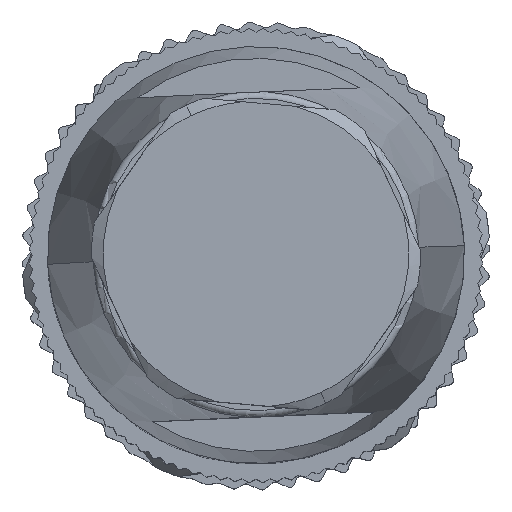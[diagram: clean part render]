
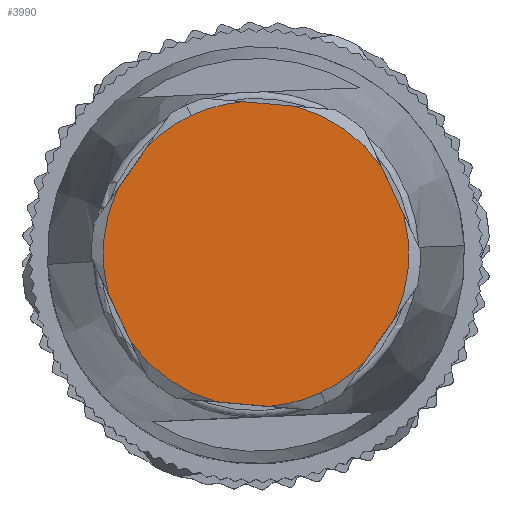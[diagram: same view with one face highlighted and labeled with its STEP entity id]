
A CAD part, top view. The second image highlights one B-rep face of the part: STEP entity #3990.
In plain terms, the highlighted planar face has unit normal (0, 0, 1).
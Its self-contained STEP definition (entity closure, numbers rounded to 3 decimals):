
#3928=AXIS2_PLACEMENT_3D('Plane Axis2P3D',#3925,#3926,#3927) ;
#3932=AXIS2_PLACEMENT_3D('Circle Axis2P3D',#3930,#3931,$) ;
#3937=AXIS2_PLACEMENT_3D('Circle Axis2P3D',#3935,#3936,$) ;
#3944=AXIS2_PLACEMENT_3D('Circle Axis2P3D',#3942,#3943,$) ;
#3949=AXIS2_PLACEMENT_3D('Circle Axis2P3D',#3947,#3948,$) ;
#3954=AXIS2_PLACEMENT_3D('Circle Axis2P3D',#3952,#3953,$) ;
#3959=AXIS2_PLACEMENT_3D('Circle Axis2P3D',#3957,#3958,$) ;
#3966=AXIS2_PLACEMENT_3D('Circle Axis2P3D',#3964,#3965,$) ;
#3971=AXIS2_PLACEMENT_3D('Circle Axis2P3D',#3969,#3970,$) ;
#731=CARTESIAN_POINT('Line Origine',(9.528,3.621,60.4)) ;
#735=CARTESIAN_POINT('Vertex',(8.388,3.72,60.4)) ;
#737=CARTESIAN_POINT('Vertex',(10.669,3.521,60.4)) ;
#817=CARTESIAN_POINT('Vertex',(4.688,6.312,60.4)) ;
#820=CARTESIAN_POINT('Line Origine',(4.204,7.349,60.4)) ;
#824=CARTESIAN_POINT('Vertex',(3.72,8.386,60.4)) ;
#889=CARTESIAN_POINT('Vertex',(4.114,12.887,60.4)) ;
#892=CARTESIAN_POINT('Line Origine',(4.771,13.824,60.4)) ;
#896=CARTESIAN_POINT('Vertex',(5.427,14.762,60.4)) ;
#988=CARTESIAN_POINT('Vertex',(9.521,16.671,60.4)) ;
#991=CARTESIAN_POINT('Line Origine',(10.662,16.571,60.4)) ;
#995=CARTESIAN_POINT('Vertex',(11.802,16.472,60.4)) ;
#1060=CARTESIAN_POINT('Vertex',(15.502,13.88,60.4)) ;
#1063=CARTESIAN_POINT('Line Origine',(15.986,12.843,60.4)) ;
#1067=CARTESIAN_POINT('Vertex',(16.47,11.806,60.4)) ;
#1125=CARTESIAN_POINT('Line Origine',(15.419,6.368,60.4)) ;
#1129=CARTESIAN_POINT('Vertex',(14.763,5.43,60.4)) ;
#1131=CARTESIAN_POINT('Vertex',(16.076,7.305,60.4)) ;
#3925=CARTESIAN_POINT('Axis2P3D Location',(10.095,10.096,60.4)) ;
#3930=CARTESIAN_POINT('Axis2P3D Location',(10.095,10.096,60.4)) ;
#3935=CARTESIAN_POINT('Axis2P3D Location',(10.095,10.096,60.4)) ;
#3939=CARTESIAN_POINT('Vertex',(12.884,4.114,60.4)) ;
#3942=CARTESIAN_POINT('Axis2P3D Location',(10.095,10.096,60.4)) ;
#3947=CARTESIAN_POINT('Axis2P3D Location',(10.095,10.096,60.4)) ;
#3952=CARTESIAN_POINT('Axis2P3D Location',(10.095,10.096,60.4)) ;
#3957=CARTESIAN_POINT('Axis2P3D Location',(10.095,10.096,60.4)) ;
#3961=CARTESIAN_POINT('Vertex',(7.306,16.078,60.4)) ;
#3964=CARTESIAN_POINT('Axis2P3D Location',(10.095,10.096,60.4)) ;
#3969=CARTESIAN_POINT('Axis2P3D Location',(10.095,10.096,60.4)) ;
#732=DIRECTION('Vector Direction',(0.996,-0.087,0.)) ;
#821=DIRECTION('Vector Direction',(0.423,-0.906,0.)) ;
#893=DIRECTION('Vector Direction',(-0.574,-0.819,0.)) ;
#992=DIRECTION('Vector Direction',(-0.996,0.087,0.)) ;
#1064=DIRECTION('Vector Direction',(-0.423,0.906,0.)) ;
#1126=DIRECTION('Vector Direction',(0.574,0.819,0.)) ;
#3926=DIRECTION('Axis2P3D Direction',(0.,0.,1.)) ;
#3927=DIRECTION('Axis2P3D XDirection',(-0.423,0.906,0.)) ;
#3931=DIRECTION('Axis2P3D Direction',(0.,0.,1.)) ;
#3936=DIRECTION('Axis2P3D Direction',(0.,0.,1.)) ;
#3943=DIRECTION('Axis2P3D Direction',(0.,0.,1.)) ;
#3948=DIRECTION('Axis2P3D Direction',(0.,0.,1.)) ;
#3953=DIRECTION('Axis2P3D Direction',(0.,0.,1.)) ;
#3958=DIRECTION('Axis2P3D Direction',(0.,0.,1.)) ;
#3965=DIRECTION('Axis2P3D Direction',(0.,0.,1.)) ;
#3970=DIRECTION('Axis2P3D Direction',(0.,0.,1.)) ;
#733=VECTOR('Line Direction',#732,1.) ;
#822=VECTOR('Line Direction',#821,1.) ;
#894=VECTOR('Line Direction',#893,1.) ;
#993=VECTOR('Line Direction',#992,1.) ;
#1065=VECTOR('Line Direction',#1064,1.) ;
#1127=VECTOR('Line Direction',#1126,1.) ;
#3975=ORIENTED_EDGE('',*,*,#826,.T.) ;
#3976=ORIENTED_EDGE('',*,*,#3934,.T.) ;
#3977=ORIENTED_EDGE('',*,*,#739,.T.) ;
#3978=ORIENTED_EDGE('',*,*,#3941,.T.) ;
#3979=ORIENTED_EDGE('',*,*,#3946,.T.) ;
#3980=ORIENTED_EDGE('',*,*,#1133,.T.) ;
#3981=ORIENTED_EDGE('',*,*,#3951,.T.) ;
#3982=ORIENTED_EDGE('',*,*,#1069,.T.) ;
#3983=ORIENTED_EDGE('',*,*,#3956,.T.) ;
#3984=ORIENTED_EDGE('',*,*,#997,.T.) ;
#3985=ORIENTED_EDGE('',*,*,#3963,.T.) ;
#3986=ORIENTED_EDGE('',*,*,#3968,.T.) ;
#3987=ORIENTED_EDGE('',*,*,#898,.T.) ;
#3988=ORIENTED_EDGE('',*,*,#3973,.T.) ;
#3990=ADVANCED_FACE('Hauptk\X2\00F6\X0\rper',(#3989),#3929,.T.) ;
#3933=CIRCLE('generated circle',#3932,6.6) ;
#3938=CIRCLE('generated circle',#3937,6.6) ;
#3945=CIRCLE('generated circle',#3944,6.6) ;
#3950=CIRCLE('generated circle',#3949,6.6) ;
#3955=CIRCLE('generated circle',#3954,6.6) ;
#3960=CIRCLE('generated circle',#3959,6.6) ;
#3967=CIRCLE('generated circle',#3966,6.6) ;
#3972=CIRCLE('generated circle',#3971,6.6) ;
#739=EDGE_CURVE('',#736,#738,#734,.T.) ;
#826=EDGE_CURVE('',#825,#818,#823,.T.) ;
#898=EDGE_CURVE('',#897,#890,#895,.T.) ;
#997=EDGE_CURVE('',#996,#989,#994,.T.) ;
#1069=EDGE_CURVE('',#1068,#1061,#1066,.T.) ;
#1133=EDGE_CURVE('',#1130,#1132,#1128,.T.) ;
#3934=EDGE_CURVE('',#818,#736,#3933,.T.) ;
#3941=EDGE_CURVE('',#738,#3940,#3938,.T.) ;
#3946=EDGE_CURVE('',#3940,#1130,#3945,.T.) ;
#3951=EDGE_CURVE('',#1132,#1068,#3950,.T.) ;
#3956=EDGE_CURVE('',#1061,#996,#3955,.T.) ;
#3963=EDGE_CURVE('',#989,#3962,#3960,.T.) ;
#3968=EDGE_CURVE('',#3962,#897,#3967,.T.) ;
#3973=EDGE_CURVE('',#890,#825,#3972,.T.) ;
#3974=EDGE_LOOP('',(#3975,#3976,#3977,#3978,#3979,#3980,#3981,#3982,#3983,#3984,#3985,#3986,#3987,#3988)) ;
#3989=FACE_OUTER_BOUND('',#3974,.T.) ;
#734=LINE('Line',#731,#733) ;
#823=LINE('Line',#820,#822) ;
#895=LINE('Line',#892,#894) ;
#994=LINE('Line',#991,#993) ;
#1066=LINE('Line',#1063,#1065) ;
#1128=LINE('Line',#1125,#1127) ;
#3929=PLANE('',#3928) ;
#736=VERTEX_POINT('',#735) ;
#738=VERTEX_POINT('',#737) ;
#818=VERTEX_POINT('',#817) ;
#825=VERTEX_POINT('',#824) ;
#890=VERTEX_POINT('',#889) ;
#897=VERTEX_POINT('',#896) ;
#989=VERTEX_POINT('',#988) ;
#996=VERTEX_POINT('',#995) ;
#1061=VERTEX_POINT('',#1060) ;
#1068=VERTEX_POINT('',#1067) ;
#1130=VERTEX_POINT('',#1129) ;
#1132=VERTEX_POINT('',#1131) ;
#3940=VERTEX_POINT('',#3939) ;
#3962=VERTEX_POINT('',#3961) ;
